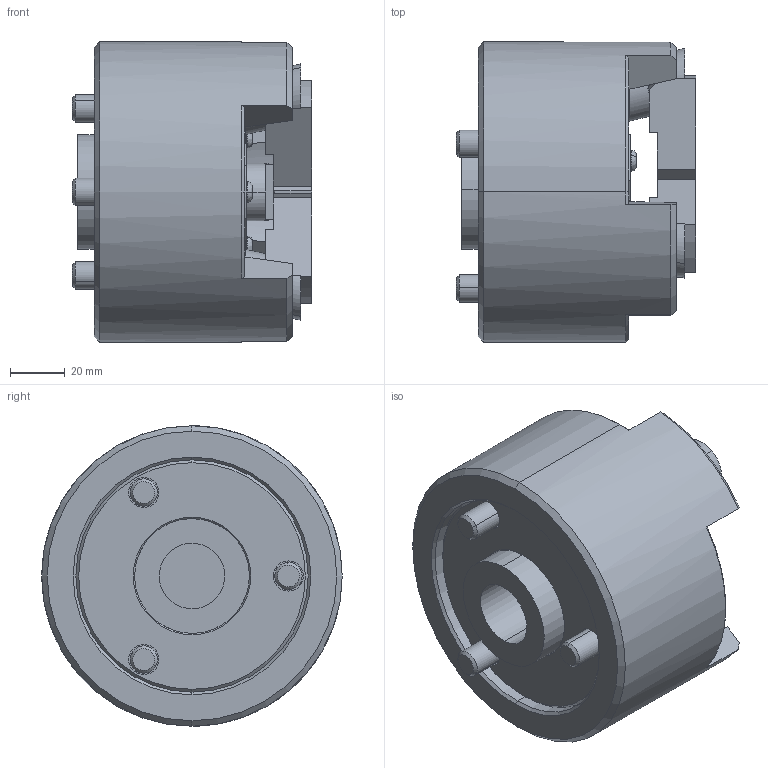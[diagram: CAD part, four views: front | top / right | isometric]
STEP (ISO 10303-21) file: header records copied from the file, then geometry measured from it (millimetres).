
FILE_DESCRIPTION (( 'STEP AP203' ), '1' );
FILE_NAME ('CF-3U-204.STEP', '2020-01-21T10:06:46', ( 'temp' ), ( '' ), 'SwSTEP 2.0', 'SolidWorks 2016', '' );
FILE_SCHEMA (( 'CONFIG_CONTROL_DESIGN' ));
Length unit declared in the file: millimetre
Products named in the file (10): 圓頭內六角螺栓_M10x50; CF-3U-204-01000; CF-3U-204-02000; CF-3U-204-03000; 圓頭內六角螺栓_M6x16; CF-3U-204-04000; CF-3U-204-07000; 半圓頭六角孔螺栓_M4x8; CF-3U-204; CF-3U-204-08000
Assembly tree (19 placements, depth 2):
  CF-3U-204
    CF-3U-204-01000
    CF-3U-204-02000
    CF-3U-204-03000  x3
    CF-3U-204-04000
    CF-3U-204-07000  x3
    CF-3U-204-08000
    圓頭內六角螺栓_M10x50  x3
    圓頭內六角螺栓_M6x16  x3
    半圓頭六角孔螺栓_M4x8  x3
Bounding box: 87.5 x 110 x 110 mm (x, y, z)
Volume: 608734.8 mm3; surface area: 115828.7 mm2
Topology: 19 solids, 19 shells, 463 faces, 1097 edges, 675 vertices
Faces by surface type: plane 222, cylinder 134, cone 95, bspline 12
Entity records: 8981 total; most frequent: CARTESIAN_POINT 1551, DIRECTION 1369, ORIENTED_EDGE 1218, EDGE_CURVE 609, AXIS2_PLACEMENT_3D 543, VERTEX_POINT 391, EDGE_LOOP 296, VECTOR 283
